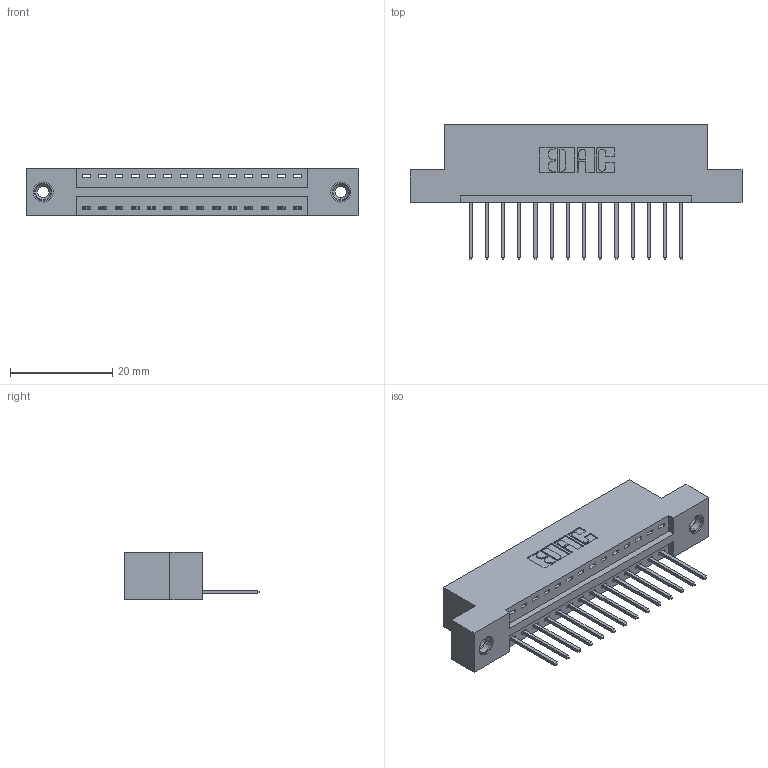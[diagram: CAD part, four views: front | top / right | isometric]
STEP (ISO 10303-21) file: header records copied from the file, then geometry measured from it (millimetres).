
FILE_DESCRIPTION (( 'STEP AP203' ), '1' );
FILE_NAME ('346-014-522-108.STEP', '2018-08-20T00:51:35', ( '' ), ( '' ), 'SwSTEP 2.0', 'SolidWorks 2016', '' );
FILE_SCHEMA (( 'CONFIG_CONTROL_DESIGN' ));
Length unit declared in the file: inch
Products named in the file (4): 346 Part_Flush Mounting Lugs - 0.156 Dia-TI; 345-292-001_345-293-122; 345-250-001_345-250-003-102; 346-014-522-108
Assembly tree (17 placements, depth 2):
  346-014-522-108
    346 Part_Flush Mounting Lugs - 0.156 Dia-TI
    345-292-001_345-293-122  x14
    345-250-001_345-250-003-102  x2
Bounding box: 65.02 x 26.42 x 9.4 mm (x, y, z)
Volume: 6026.6 mm3; surface area: 7303.6 mm2
Topology: 17 solids, 17 shells, 994 faces, 2929 edges, 1926 vertices
Faces by surface type: plane 668, cylinder 310, cone 12, torus 4
Entity records: 13662 total; most frequent: CARTESIAN_POINT 2333, ORIENTED_EDGE 2274, DIRECTION 2119, EDGE_CURVE 1137, VECTOR 929, LINE 929, VERTEX_POINT 752, AXIS2_PLACEMENT_3D 595
